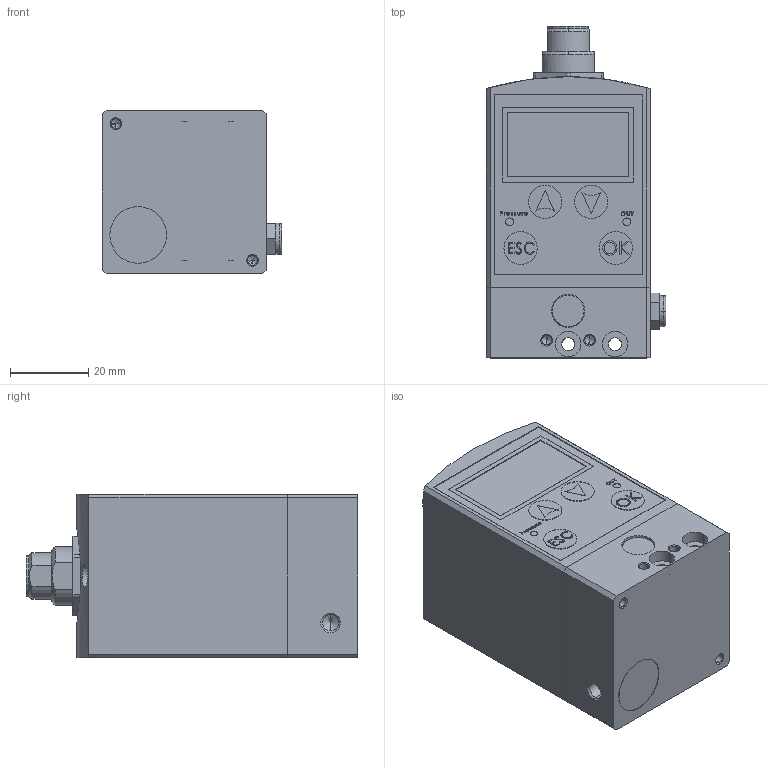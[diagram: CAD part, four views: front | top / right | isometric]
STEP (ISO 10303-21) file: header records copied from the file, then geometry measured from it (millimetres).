
FILE_DESCRIPTION (( 'STEP AP214' ), '1' );
FILE_NAME ('5520500.STEP', '2023-05-16T00:03:16', ( '' ), ( '' ), 'SwSTEP 2.0', 'SolidWorks 2021', '' );
FILE_SCHEMA (( 'AUTOMOTIVE_DESIGN' ));
Length unit declared in the file: inch
Products named in the file (1): 5520500
Bounding box: 46 x 85 x 42 mm (x, y, z)
Volume: 124151.7 mm3; surface area: 21891.7 mm2
Topology: 2 solids, 2 shells, 498 faces, 1250 edges, 806 vertices
Faces by surface type: cylinder 239, plane 201, cone 51, bspline 7
Entity records: 15285 total; most frequent: CARTESIAN_POINT 2995, DIRECTION 2696, ORIENTED_EDGE 2462, EDGE_CURVE 1231, AXIS2_PLACEMENT_3D 1011, VERTEX_POINT 806, LINE 674, VECTOR 674
